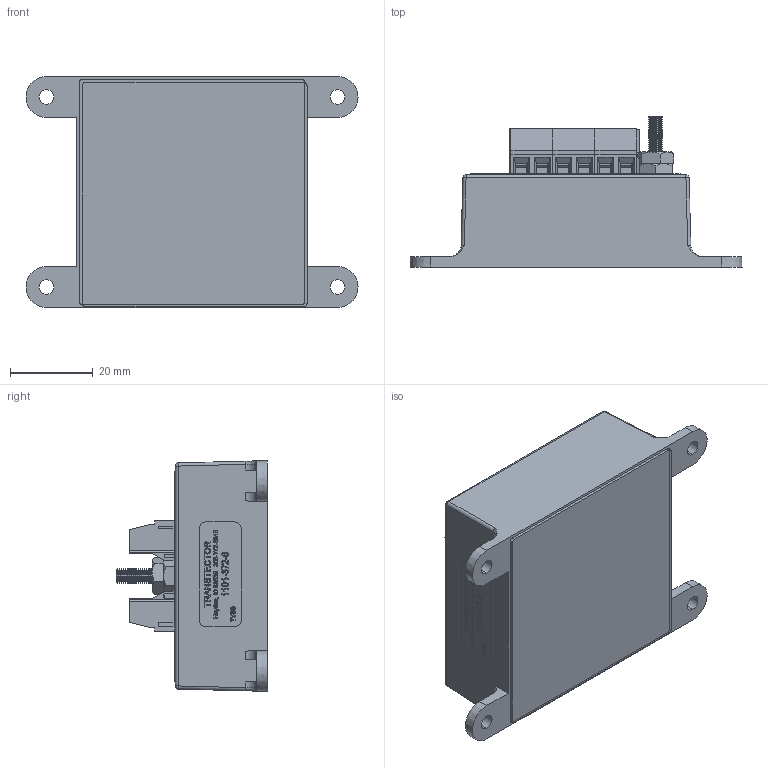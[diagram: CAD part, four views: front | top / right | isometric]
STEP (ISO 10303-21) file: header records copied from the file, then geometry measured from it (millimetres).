
FILE_DESCRIPTION (( 'STEP AP214' ), '1' );
FILE_NAME ('1101-372-6-E.STEP', '2019-01-17T17:52:25', ( '' ), ( '' ), 'SwSTEP 2.0', 'SolidWorks 2018', '' );
FILE_SCHEMA (( 'AUTOMOTIVE_DESIGN' ));
Length unit declared in the file: inch
Products named in the file (35): 2105-243; 2001-050; 2001-049; 2200-336; 2107-105; 2100-006; 2003-992-6; 2103-057; 2250-539-6; 2003-1121-2; 3800-175; 2021-167; 1101-372-6-E
Assembly tree (19 placements, depth 3):
  2001-050
  2200-336
  2105-243
  2003-992-6
  2100-006
Bounding box: 80.37 x 36.6 x 55.88 mm (x, y, z)
Volume: 32239.5 mm3; surface area: 44141.2 mm2
Topology: 53 solids, 53 shells, 4120 faces, 11093 edges, 7256 vertices
Faces by surface type: plane 2760, bspline 787, cylinder 381, cone 184, sphere 4, torus 4
Entity records: 179658 total; most frequent: CARTESIAN_POINT 54753, ORIENTED_EDGE 21918, DIRECTION 16708, EDGE_CURVE 10959, LINE 8438, VECTOR 8438, VERTEX_POINT 7184, EDGE_LOOP 4461
